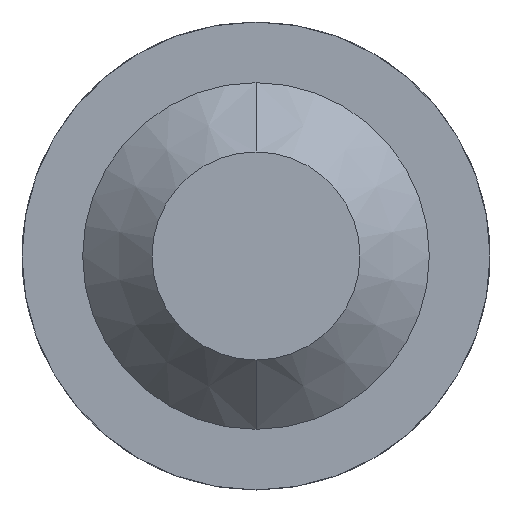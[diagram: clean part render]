
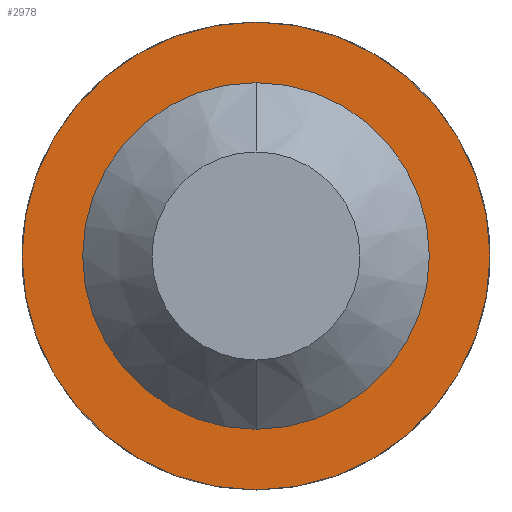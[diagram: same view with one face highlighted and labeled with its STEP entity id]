
A CAD part, front view. The second image highlights one B-rep face of the part: STEP entity #2978.
In plain terms, the highlighted planar face has unit normal (0, -1, 0).
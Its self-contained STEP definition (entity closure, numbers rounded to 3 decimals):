
#4 = VERTEX_POINT ( 'NONE', #992 ) ;
#74 = EDGE_LOOP ( 'NONE', ( #3277, #554 ) ) ;
#167 = EDGE_CURVE ( 'Defeature ausgef�hrt2_2+Defeature ausgef�hrt2_4+Defeature ausgef�hrt2_4+Defeature ausgef�hrt2_4', #1956, #907, #3396, .T. ) ;
#168 = CARTESIAN_POINT ( 'NONE',  ( 0., 12., 0. ) ) ;
#528 = CARTESIAN_POINT ( 'NONE',  ( 0.5, 12., 0. ) ) ;
#554 = ORIENTED_EDGE ( 'NONE', *, *, #717, .T. ) ;
#717 = EDGE_CURVE ( 'Defeature ausgef�hrt2_4+Defeature ausgef�hrt2_5+Defeature ausgef�hrt2_5+Defeature ausgef�hrt2_5', #4, #2596, #1823, .T. ) ;
#744 = PLANE ( 'NONE',  #2462 ) ;
#799 = CARTESIAN_POINT ( 'NONE',  ( 0., 12., 0.5 ) ) ;
#854 = DIRECTION ( 'NONE',  ( 0., 0., -1. ) ) ;
#871 = CARTESIAN_POINT ( 'NONE',  ( 0., 12., -0.5 ) ) ;
#875 = AXIS2_PLACEMENT_3D ( 'NONE', #168, #2713, #854 ) ;
#907 = VERTEX_POINT ( 'NONE', #799 ) ;
#973 = CARTESIAN_POINT ( 'NONE',  ( 0., 12., 0. ) ) ;
#992 = CARTESIAN_POINT ( 'NONE',  ( 0., 12., 0.675 ) ) ;
#1011 = ORIENTED_EDGE ( 'NONE', *, *, #2179, .F. ) ;
#1251 = FACE_BOUND ( 'NONE', #2793, .T. ) ;
#1340 = CARTESIAN_POINT ( 'NONE',  ( 0., 12., 0. ) ) ;
#1459 = CARTESIAN_POINT ( 'NONE',  ( 0., 12., 0. ) ) ;
#1748 = CARTESIAN_POINT ( 'NONE',  ( 0., 12., -0.675 ) ) ;
#1823 = CIRCLE ( 'NONE', #875, 0.675 ) ;
#1886 = DIRECTION ( 'NONE',  ( 0., 0., -1. ) ) ;
#1956 = VERTEX_POINT ( 'NONE', #871 ) ;
#2179 = EDGE_CURVE ( 'Defeature ausgef�hrt2_2+Defeature ausgef�hrt2_4+Defeature ausgef�hrt2_4+Defeature ausgef�hrt2_4', #907, #1956, #2958, .T. ) ;
#2337 = DIRECTION ( 'NONE',  ( 0., 0., -1. ) ) ;
#2385 = DIRECTION ( 'NONE',  ( 0., 0., -1. ) ) ;
#2430 = AXIS2_PLACEMENT_3D ( 'NONE', #1459, #3257, #2385 ) ;
#2443 = AXIS2_PLACEMENT_3D ( 'NONE', #1340, #3476, #3658 ) ;
#2462 = AXIS2_PLACEMENT_3D ( 'NONE', #528, #2624, #2337 ) ;
#2596 = VERTEX_POINT ( 'NONE', #1748 ) ;
#2624 = DIRECTION ( 'NONE',  ( 0., -1., 0. ) ) ;
#2713 = DIRECTION ( 'NONE',  ( 0., -1., 0. ) ) ;
#2793 = EDGE_LOOP ( 'NONE', ( #3701, #1011 ) ) ;
#2958 = CIRCLE ( 'NONE', #3282, 0.5 ) ;
#2978 = ADVANCED_FACE ( 'Defeature ausgef�hrt2_4', ( #3519, #1251 ), #744, .T. ) ;
#3092 = DIRECTION ( 'NONE',  ( 0., -1., 0. ) ) ;
#3257 = DIRECTION ( 'NONE',  ( 0., -1., 0. ) ) ;
#3277 = ORIENTED_EDGE ( 'NONE', *, *, #3399, .T. ) ;
#3282 = AXIS2_PLACEMENT_3D ( 'NONE', #973, #3092, #1886 ) ;
#3295 = CIRCLE ( 'NONE', #2443, 0.675 ) ;
#3396 = CIRCLE ( 'NONE', #2430, 0.5 ) ;
#3399 = EDGE_CURVE ( 'Defeature ausgef�hrt2_4+Defeature ausgef�hrt2_5+Defeature ausgef�hrt2_5+Defeature ausgef�hrt2_5', #2596, #4, #3295, .T. ) ;
#3476 = DIRECTION ( 'NONE',  ( 0., -1., 0. ) ) ;
#3519 = FACE_OUTER_BOUND ( 'NONE', #74, .T. ) ;
#3658 = DIRECTION ( 'NONE',  ( 0., 0., -1. ) ) ;
#3701 = ORIENTED_EDGE ( 'NONE', *, *, #167, .F. ) ;
